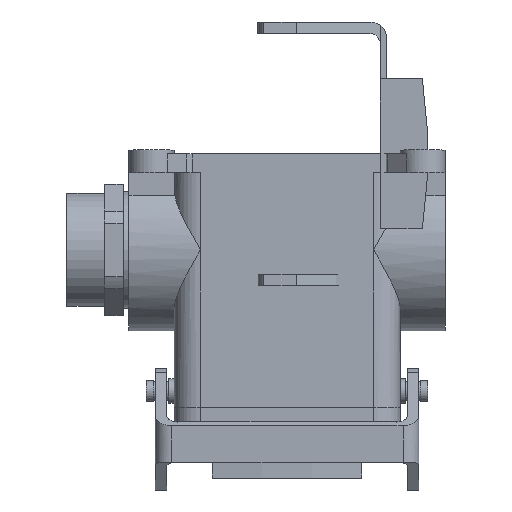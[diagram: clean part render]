
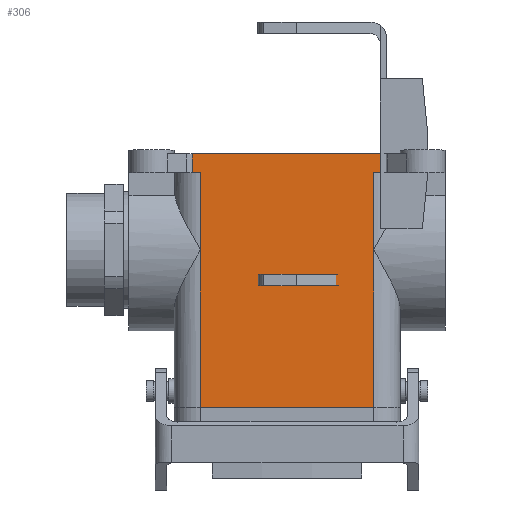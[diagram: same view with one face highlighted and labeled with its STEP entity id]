
A CAD part, top view. The second image highlights one B-rep face of the part: STEP entity #306.
In plain terms, the highlighted planar face has unit normal (0, 0, 1).
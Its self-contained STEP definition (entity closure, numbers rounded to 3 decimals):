
#306 = ADVANCED_FACE( '', ( #740 ), #741, .F. );
#740 = FACE_OUTER_BOUND( '', #1340, .T. );
#741 = PLANE( '', #1341 );
#1340 = EDGE_LOOP( '', ( #2187, #2188, #2189, #2190, #2191, #2192, #2193, #2194, #2195, #2196 ) );
#1341 = AXIS2_PLACEMENT_3D( '', #2197, #2198, #2199 );
#2187 = ORIENTED_EDGE( '', *, *, #3489, .T. );
#2188 = ORIENTED_EDGE( '', *, *, #3599, .T. );
#2189 = ORIENTED_EDGE( '', *, *, #3453, .F. );
#2190 = ORIENTED_EDGE( '', *, *, #3600, .F. );
#2191 = ORIENTED_EDGE( '', *, *, #3495, .F. );
#2192 = ORIENTED_EDGE( '', *, *, #3601, .F. );
#2193 = ORIENTED_EDGE( '', *, *, #3602, .T. );
#2194 = ORIENTED_EDGE( '', *, *, #3603, .T. );
#2195 = ORIENTED_EDGE( '', *, *, #3604, .F. );
#2196 = ORIENTED_EDGE( '', *, *, #3605, .F. );
#2197 = CARTESIAN_POINT( '', ( 25.186, -5., 21.5 ) );
#2198 = DIRECTION( '', ( 0., 0., -1. ) );
#2199 = DIRECTION( '', ( -1., 0., 0. ) );
#3453 = EDGE_CURVE( '', #4131, #4133, #4134, .T. );
#3489 = EDGE_CURVE( '', #4199, #4196, #4200, .T. );
#3495 = EDGE_CURVE( '', #4208, #4210, #4211, .T. );
#3599 = EDGE_CURVE( '', #4196, #4133, #4378, .T. );
#3600 = EDGE_CURVE( '', #4210, #4131, #4379, .T. );
#3601 = EDGE_CURVE( '', #4380, #4208, #4381, .T. );
#3602 = EDGE_CURVE( '', #4380, #4382, #4383, .T. );
#3603 = EDGE_CURVE( '', #4382, #4384, #4385, .T. );
#3604 = EDGE_CURVE( '', #4386, #4384, #4387, .T. );
#3605 = EDGE_CURVE( '', #4199, #4386, #4388, .T. );
#4131 = VERTEX_POINT( '', #5089 );
#4133 = VERTEX_POINT( '', #5091 );
#4134 = LINE( '', #5092, #5093 );
#4196 = VERTEX_POINT( '', #5225 );
#4199 = VERTEX_POINT( '', #5247 );
#4200 = LINE( '', #5248, #5249 );
#4208 = VERTEX_POINT( '', #5259 );
#4210 = VERTEX_POINT( '', #5261 );
#4211 = LINE( '', #5262, #5263 );
#4378 = LINE( '', #5520, #5521 );
#4379 = LINE( '', #5522, #5523 );
#4380 = VERTEX_POINT( '', #5524 );
#4381 = LINE( '', #5525, #5526 );
#4382 = VERTEX_POINT( '', #5527 );
#4383 = LINE( '', #5528, #5529 );
#4384 = VERTEX_POINT( '', #5530 );
#4385 = LINE( '', #5531, #5532 );
#4386 = VERTEX_POINT( '', #5533 );
#4387 = LINE( '', #5534, #5535 );
#4388 = LINE( '', #5536, #5537 );
#5089 = CARTESIAN_POINT( '', ( 23., -67.4, 21.5 ) );
#5091 = CARTESIAN_POINT( '', ( -23., -67.4, 21.5 ) );
#5092 = CARTESIAN_POINT( '', ( -23., -67.4, 21.5 ) );
#5093 = VECTOR( '', #6413, 1000. );
#5225 = CARTESIAN_POINT( '', ( -23., -25.5, 21.5 ) );
#5247 = CARTESIAN_POINT( '', ( -23., -5., 21.5 ) );
#5248 = CARTESIAN_POINT( '', ( -23., 55.476, 21.5 ) );
#5249 = VECTOR( '', #6457, 1000. );
#5259 = CARTESIAN_POINT( '', ( 23., -5., 21.5 ) );
#5261 = CARTESIAN_POINT( '', ( 23., -25.5, 21.5 ) );
#5262 = CARTESIAN_POINT( '', ( 23., 55.476, 21.5 ) );
#5263 = VECTOR( '', #6466, 1000. );
#5520 = CARTESIAN_POINT( '', ( -23., 55.476, 21.5 ) );
#5521 = VECTOR( '', #6618, 1000. );
#5522 = CARTESIAN_POINT( '', ( 23., 55.476, 21.5 ) );
#5523 = VECTOR( '', #6619, 1000. );
#5524 = CARTESIAN_POINT( '', ( 25.186, -5., 21.5 ) );
#5525 = CARTESIAN_POINT( '', ( 25.186, -5., 21.5 ) );
#5526 = VECTOR( '', #6620, 1000. );
#5527 = CARTESIAN_POINT( '', ( 25.186, 0., 21.5 ) );
#5528 = CARTESIAN_POINT( '', ( 25.186, -5., 21.5 ) );
#5529 = VECTOR( '', #6621, 1000. );
#5530 = CARTESIAN_POINT( '', ( -25.186, 0., 21.5 ) );
#5531 = CARTESIAN_POINT( '', ( 25.186, 0., 21.5 ) );
#5532 = VECTOR( '', #6622, 1000. );
#5533 = CARTESIAN_POINT( '', ( -25.186, -5., 21.5 ) );
#5534 = CARTESIAN_POINT( '', ( -25.186, -5., 21.5 ) );
#5535 = VECTOR( '', #6623, 1000. );
#5536 = CARTESIAN_POINT( '', ( 25.186, -5., 21.5 ) );
#5537 = VECTOR( '', #6624, 1000. );
#6413 = DIRECTION( '', ( -1., 0., 0. ) );
#6457 = DIRECTION( '', ( 0., -1., 0. ) );
#6466 = DIRECTION( '', ( 0., -1., 0. ) );
#6618 = DIRECTION( '', ( 0., -1., 0. ) );
#6619 = DIRECTION( '', ( 0., -1., 0. ) );
#6620 = DIRECTION( '', ( -1., 0., 0. ) );
#6621 = DIRECTION( '', ( 0., 1., 0. ) );
#6622 = DIRECTION( '', ( -1., 0., 0. ) );
#6623 = DIRECTION( '', ( 0., 1., 0. ) );
#6624 = DIRECTION( '', ( -1., 0., 0. ) );
